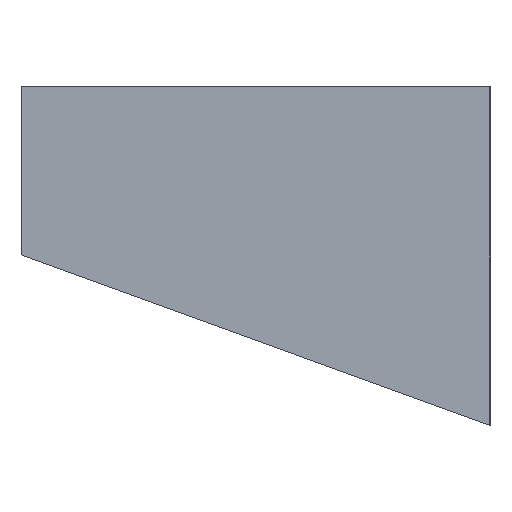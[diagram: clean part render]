
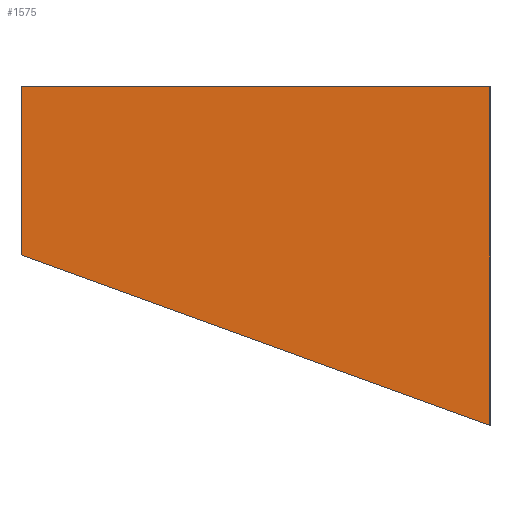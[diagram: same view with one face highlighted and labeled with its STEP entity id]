
A CAD part, left-side view. The second image highlights one B-rep face of the part: STEP entity #1575.
In plain terms, the highlighted planar face has unit normal (-1, 0, 0).
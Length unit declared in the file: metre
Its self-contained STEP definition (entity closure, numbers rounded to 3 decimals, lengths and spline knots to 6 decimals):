
#83=LINE('',#2492,#242);
#84=LINE('',#2495,#243);
#85=LINE('',#2497,#244);
#86=LINE('',#2499,#245);
#242=VECTOR('',#1916,1.);
#243=VECTOR('',#1917,1.);
#244=VECTOR('',#1918,1.);
#245=VECTOR('',#1919,1.);
#357=PLANE('',#1694);
#548=ORIENTED_EDGE('',*,*,#971,.F.);
#549=ORIENTED_EDGE('',*,*,#972,.T.);
#550=ORIENTED_EDGE('',*,*,#973,.F.);
#551=ORIENTED_EDGE('',*,*,#974,.T.);
#971=EDGE_CURVE('',#1178,#1179,#83,.T.);
#972=EDGE_CURVE('',#1178,#1180,#84,.T.);
#973=EDGE_CURVE('',#1181,#1180,#85,.T.);
#974=EDGE_CURVE('',#1181,#1179,#86,.T.);
#1178=VERTEX_POINT('',#2493);
#1179=VERTEX_POINT('',#2494);
#1180=VERTEX_POINT('',#2496);
#1181=VERTEX_POINT('',#2498);
#1295=EDGE_LOOP('',(#548,#549,#550,#551));
#1436=FACE_BOUND('',#1295,.T.);
#1575=ADVANCED_FACE('',(#1436),#357,.F.);
#1694=AXIS2_PLACEMENT_3D('',#2491,#1914,#1915);
#1914=DIRECTION('',(1.,0.,0.));
#1915=DIRECTION('',(0.,0.,-1.));
#1916=DIRECTION('',(0.,0.,-1.));
#1917=DIRECTION('',(0.,1.,0.));
#1918=DIRECTION('',(0.,0.,1.));
#1919=DIRECTION('',(0.,-0.94,-0.342));
#2491=CARTESIAN_POINT('',(0.,0.1085,-0.0024));
#2492=CARTESIAN_POINT('',(0.,0.108566,-0.0024));
#2493=CARTESIAN_POINT('',(0.,0.108566,0.));
#2494=CARTESIAN_POINT('',(0.,0.108566,-0.078565));
#2495=CARTESIAN_POINT('',(0.,0.1085,0.));
#2496=CARTESIAN_POINT('',(0.,0.217131,0.));
#2497=CARTESIAN_POINT('',(0.,0.217131,-0.0024));
#2498=CARTESIAN_POINT('',(0.,0.217131,-0.03905));
#2499=CARTESIAN_POINT('',(0.,0.145744,-0.065033));
